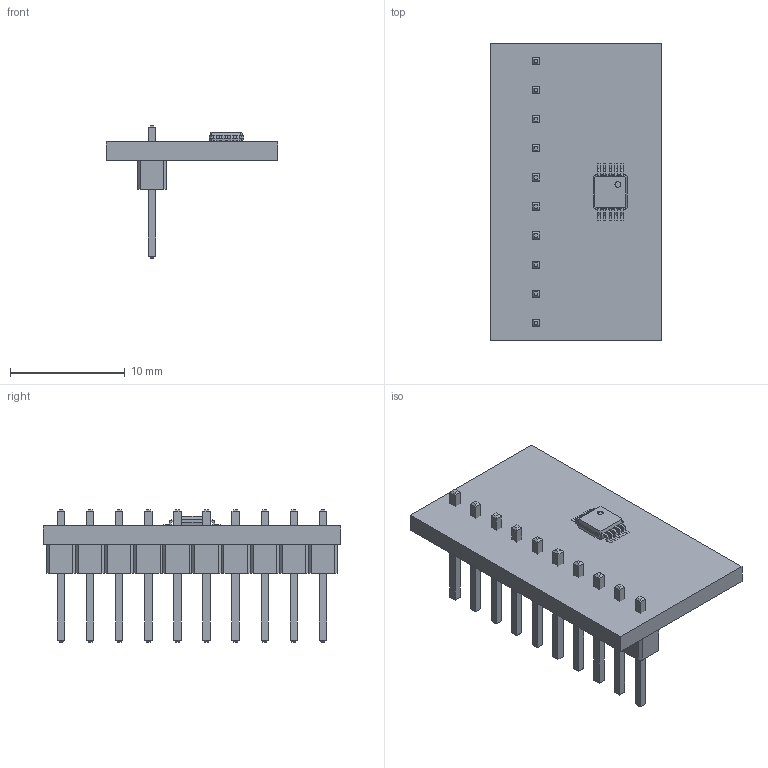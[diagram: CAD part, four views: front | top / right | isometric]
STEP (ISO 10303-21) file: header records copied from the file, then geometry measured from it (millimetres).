
FILE_DESCRIPTION(/* description */ (''),/* implementation_level */ '2;1');
FILE_NAME(/* name */ 'DRV8830 v2.step',/* time_stamp */ '2021-04-29T14:12:44+09:00',/* author */ (''),/* organization */ (''),/* preprocessor_version */ 'ST-DEVELOPER v18.1',/* originating_system */ 'Autodesk Translation Framework v10.6.0.1341',/* authorisation */ '');
FILE_SCHEMA (('AUTOMOTIVE_DESIGN { 1 0 10303 214 3 1 1 }'));
Length unit declared in the file: millimetre
Products named in the file (2): DRV8830; MSOP-10_3x3mm_P0.5mm
Assembly tree (1 placements, depth 2):
  DRV8830
    MSOP-10_3x3mm_P0.5mm
Bounding box: 15 x 26 x 11.54 mm (x, y, z)
Volume: 828.5 mm3; surface area: 1449 mm2
Topology: 3 solids, 3 shells, 436 faces, 1083 edges, 674 vertices
Faces by surface type: plane 395, cylinder 41
Full cylindrical faces by diameter (mm): 0.5 x1
Entity records: 13082 total; most frequent: CARTESIAN_POINT 2196, ORIENTED_EDGE 2166, DIRECTION 2043, EDGE_CURVE 1083, LINE 1001, VECTOR 1001, VERTEX_POINT 674, AXIS2_PLACEMENT_3D 521
